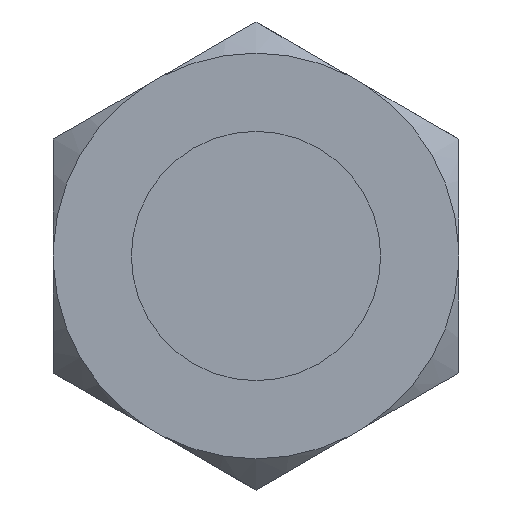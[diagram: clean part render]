
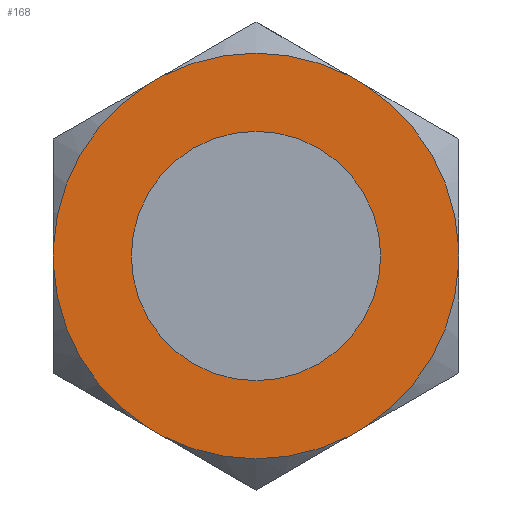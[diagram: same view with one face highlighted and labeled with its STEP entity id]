
A CAD part, front view. The second image highlights one B-rep face of the part: STEP entity #168.
In plain terms, the highlighted planar face has unit normal (0, -1, 0).
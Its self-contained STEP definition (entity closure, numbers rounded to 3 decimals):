
#5 = CARTESIAN_POINT ( 'NONE',  ( 6.5, 0., 3.753 ) ) ;
#7 = DIRECTION ( 'NONE',  ( -0.866, 0., 0.5 ) ) ;
#13 = DIRECTION ( 'NONE',  ( 0., -1., 0. ) ) ;
#16 = DIRECTION ( 'NONE',  ( 0., 0., -1. ) ) ;
#28 = DIRECTION ( 'NONE',  ( 0., 0., -1. ) ) ;
#29 = DIRECTION ( 'NONE',  ( 0., -1., 0. ) ) ;
#30 = CARTESIAN_POINT ( 'NONE',  ( 0., 0., 0. ) ) ;
#37 = DIRECTION ( 'NONE',  ( 0., 0., -1. ) ) ;
#40 = DIRECTION ( 'NONE',  ( 0., 0., 1. ) ) ;
#41 = CARTESIAN_POINT ( 'NONE',  ( 0., 0., 7.506 ) ) ;
#42 = VERTEX_POINT ( 'NONE', #461 ) ;
#69 = CARTESIAN_POINT ( 'NONE',  ( 3.017, 0., -5.764 ) ) ;
#73 = LINE ( 'NONE', #41, #694 ) ;
#76 = VERTEX_POINT ( 'NONE', #131 ) ;
#85 = PLANE ( 'NONE',  #297 ) ;
#94 = CARTESIAN_POINT ( 'NONE',  ( -6., 0., 0. ) ) ;
#97 = DIRECTION ( 'NONE',  ( 0., 1., 0. ) ) ;
#131 = CARTESIAN_POINT ( 'NONE',  ( -3.017, 0., -5.764 ) ) ;
#144 = ORIENTED_EDGE ( 'NONE', *, *, #389, .T. ) ;
#168 = ADVANCED_FACE ( 'NONE', ( #456, #881 ), #85, .F. ) ;
#188 = CARTESIAN_POINT ( 'NONE',  ( 0., 0., 0. ) ) ;
#190 = DIRECTION ( 'NONE',  ( 0., -1., 0. ) ) ;
#191 = DIRECTION ( 'NONE',  ( 0., 0., -1. ) ) ;
#193 = CARTESIAN_POINT ( 'NONE',  ( 3.483, 0., -5.495 ) ) ;
#194 = CARTESIAN_POINT ( 'NONE',  ( 6.5, 0., -3.753 ) ) ;
#196 = CARTESIAN_POINT ( 'NONE',  ( 0., 0., 0. ) ) ;
#197 = DIRECTION ( 'NONE',  ( 0., -1., 0. ) ) ;
#198 = DIRECTION ( 'NONE',  ( 0., 0., -1. ) ) ;
#200 = DIRECTION ( 'NONE',  ( 0., 0., -1. ) ) ;
#202 = CARTESIAN_POINT ( 'NONE',  ( 0., 0., 0. ) ) ;
#203 = DIRECTION ( 'NONE',  ( 0., -1., 0. ) ) ;
#208 = DIRECTION ( 'NONE',  ( 0., 0., 1. ) ) ;
#222 = VERTEX_POINT ( 'NONE', #69 ) ;
#237 = ORIENTED_EDGE ( 'NONE', *, *, #374, .T. ) ;
#239 = EDGE_LOOP ( 'NONE', ( #790, #421, #144, #261, #484, #663, #841, #563, #727, #237, #445, #523 ) ) ;
#242 = EDGE_CURVE ( 'NONE', #628, #789, #791, .T. ) ;
#258 = AXIS2_PLACEMENT_3D ( 'NONE', #196, #197, #198 ) ;
#259 = AXIS2_PLACEMENT_3D ( 'NONE', #30, #29, #28 ) ;
#261 = ORIENTED_EDGE ( 'NONE', *, *, #388, .T. ) ;
#265 = AXIS2_PLACEMENT_3D ( 'NONE', #188, #190, #191 ) ;
#267 = AXIS2_PLACEMENT_3D ( 'NONE', #392, #393, #37 ) ;
#281 = AXIS2_PLACEMENT_3D ( 'NONE', #643, #616, #613 ) ;
#284 = AXIS2_PLACEMENT_3D ( 'NONE', #202, #203, #200 ) ;
#291 = EDGE_CURVE ( 'NONE', #322, #814, #455, .T. ) ;
#297 = AXIS2_PLACEMENT_3D ( 'NONE', #94, #97, #40 ) ;
#306 = AXIS2_PLACEMENT_3D ( 'NONE', #919, #13, #16 ) ;
#307 = EDGE_CURVE ( 'NONE', #419, #468, #798, .T. ) ;
#311 = EDGE_CURVE ( 'NONE', #76, #222, #330, .T. ) ;
#313 = EDGE_CURVE ( 'NONE', #42, #42, #350, .T. ) ;
#322 = VERTEX_POINT ( 'NONE', #193 ) ;
#330 = CIRCLE ( 'NONE', #265, 6.506 ) ;
#337 = LINE ( 'NONE', #666, #426 ) ;
#350 = CIRCLE ( 'NONE', #258, 4. ) ;
#358 = EDGE_CURVE ( 'NONE', #789, #650, #724, .T. ) ;
#361 = EDGE_CURVE ( 'NONE', #814, #444, #539, .T. ) ;
#371 = EDGE_CURVE ( 'NONE', #650, #419, #73, .T. ) ;
#372 = EDGE_CURVE ( 'NONE', #222, #322, #916, .T. ) ;
#374 = EDGE_CURVE ( 'NONE', #444, #628, #608, .T. ) ;
#380 = VECTOR ( 'NONE', #208, 1000. ) ;
#388 = EDGE_CURVE ( 'NONE', #531, #832, #511, .T. ) ;
#389 = EDGE_CURVE ( 'NONE', #468, #531, #522, .T. ) ;
#392 = CARTESIAN_POINT ( 'NONE',  ( 0., 0., 0. ) ) ;
#393 = DIRECTION ( 'NONE',  ( 0., -1., 0. ) ) ;
#419 = VERTEX_POINT ( 'NONE', #722 ) ;
#421 = ORIENTED_EDGE ( 'NONE', *, *, #307, .T. ) ;
#426 = VECTOR ( 'NONE', #659, 1000. ) ;
#427 = EDGE_CURVE ( 'NONE', #832, #76, #337, .T. ) ;
#432 = CARTESIAN_POINT ( 'NONE',  ( -6.5, 0., 3.753 ) ) ;
#439 = CARTESIAN_POINT ( 'NONE',  ( 3.017, 0., 5.764 ) ) ;
#444 = VERTEX_POINT ( 'NONE', #558 ) ;
#445 = ORIENTED_EDGE ( 'NONE', *, *, #242, .T. ) ;
#448 = CARTESIAN_POINT ( 'NONE',  ( 6.5, 0., -0.269 ) ) ;
#455 = CIRCLE ( 'NONE', #259, 6.506 ) ;
#456 = FACE_BOUND ( 'NONE', #817, .T. ) ;
#460 = CARTESIAN_POINT ( 'NONE',  ( -3.483, 0., -5.495 ) ) ;
#461 = CARTESIAN_POINT ( 'NONE',  ( 0., 0., -4. ) ) ;
#468 = VERTEX_POINT ( 'NONE', #490 ) ;
#471 = CARTESIAN_POINT ( 'NONE',  ( -3.017, 0., 5.764 ) ) ;
#478 = CARTESIAN_POINT ( 'NONE',  ( 3.483, 0., 5.495 ) ) ;
#482 = CARTESIAN_POINT ( 'NONE',  ( -6.5, 0., -0.269 ) ) ;
#484 = ORIENTED_EDGE ( 'NONE', *, *, #427, .T. ) ;
#490 = CARTESIAN_POINT ( 'NONE',  ( -6.5, 0., 0.269 ) ) ;
#511 = CIRCLE ( 'NONE', #281, 6.506 ) ;
#522 = LINE ( 'NONE', #432, #701 ) ;
#523 = ORIENTED_EDGE ( 'NONE', *, *, #358, .T. ) ;
#531 = VERTEX_POINT ( 'NONE', #482 ) ;
#539 = LINE ( 'NONE', #194, #380 ) ;
#558 = CARTESIAN_POINT ( 'NONE',  ( 6.5, 0., 0.269 ) ) ;
#563 = ORIENTED_EDGE ( 'NONE', *, *, #291, .T. ) ;
#608 = CIRCLE ( 'NONE', #306, 6.506 ) ;
#613 = DIRECTION ( 'NONE',  ( 0., 0., -1. ) ) ;
#616 = DIRECTION ( 'NONE',  ( 0., -1., 0. ) ) ;
#628 = VERTEX_POINT ( 'NONE', #478 ) ;
#643 = CARTESIAN_POINT ( 'NONE',  ( 0., 0., 0. ) ) ;
#650 = VERTEX_POINT ( 'NONE', #471 ) ;
#659 = DIRECTION ( 'NONE',  ( 0.866, 0., -0.5 ) ) ;
#663 = ORIENTED_EDGE ( 'NONE', *, *, #311, .T. ) ;
#666 = CARTESIAN_POINT ( 'NONE',  ( -6.5, 0., -3.753 ) ) ;
#694 = VECTOR ( 'NONE', #911, 1000. ) ;
#701 = VECTOR ( 'NONE', #856, 1000. ) ;
#712 = VECTOR ( 'NONE', #913, 1000. ) ;
#722 = CARTESIAN_POINT ( 'NONE',  ( -3.483, 0., 5.495 ) ) ;
#724 = CIRCLE ( 'NONE', #284, 6.506 ) ;
#727 = ORIENTED_EDGE ( 'NONE', *, *, #361, .T. ) ;
#789 = VERTEX_POINT ( 'NONE', #439 ) ;
#790 = ORIENTED_EDGE ( 'NONE', *, *, #371, .T. ) ;
#791 = LINE ( 'NONE', #5, #801 ) ;
#798 = CIRCLE ( 'NONE', #267, 6.506 ) ;
#801 = VECTOR ( 'NONE', #7, 1000. ) ;
#814 = VERTEX_POINT ( 'NONE', #448 ) ;
#817 = EDGE_LOOP ( 'NONE', ( #854 ) ) ;
#832 = VERTEX_POINT ( 'NONE', #460 ) ;
#841 = ORIENTED_EDGE ( 'NONE', *, *, #372, .T. ) ;
#854 = ORIENTED_EDGE ( 'NONE', *, *, #313, .F. ) ;
#856 = DIRECTION ( 'NONE',  ( 0., 0., -1. ) ) ;
#879 = CARTESIAN_POINT ( 'NONE',  ( 0., 0., -7.506 ) ) ;
#881 = FACE_OUTER_BOUND ( 'NONE', #239, .T. ) ;
#911 = DIRECTION ( 'NONE',  ( -0.866, 0., -0.5 ) ) ;
#913 = DIRECTION ( 'NONE',  ( 0.866, 0., 0.5 ) ) ;
#916 = LINE ( 'NONE', #879, #712 ) ;
#919 = CARTESIAN_POINT ( 'NONE',  ( 0., 0., 0. ) ) ;
